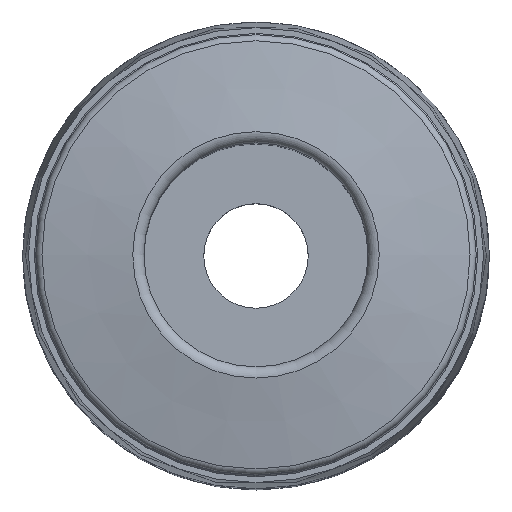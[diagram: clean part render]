
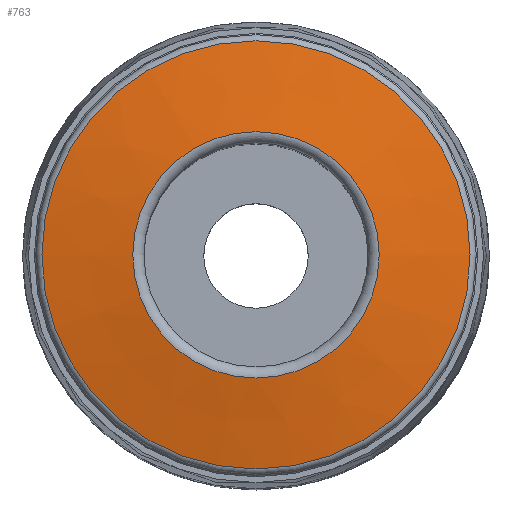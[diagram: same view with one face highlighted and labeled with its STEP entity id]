
A CAD part, top view. The second image highlights one B-rep face of the part: STEP entity #763.
In plain terms, the highlighted conical face has half-angle 80 degrees and reference radius 3.3 mm.
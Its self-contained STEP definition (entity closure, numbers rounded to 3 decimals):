
#74=CIRCLE('',#817,5.735);
#75=CIRCLE('',#818,3.3);
#128=ORIENTED_EDGE('',*,*,#232,.F.);
#129=ORIENTED_EDGE('',*,*,#233,.T.);
#232=EDGE_CURVE('',#282,#282,#74,.T.);
#233=EDGE_CURVE('',#283,#283,#75,.T.);
#282=VERTEX_POINT('',#1115);
#283=VERTEX_POINT('',#1117);
#326=EDGE_LOOP('',(#128));
#327=EDGE_LOOP('',(#129));
#398=FACE_BOUND('',#326,.T.);
#399=FACE_BOUND('',#327,.T.);
#468=CONICAL_SURFACE('',#816,3.3,1.396);
#763=ADVANCED_FACE('',(#398,#399),#468,.T.);
#816=AXIS2_PLACEMENT_3D('',#1113,#914,#915);
#817=AXIS2_PLACEMENT_3D('',#1114,#916,#917);
#818=AXIS2_PLACEMENT_3D('',#1116,#918,#919);
#914=DIRECTION('',(0.,0.,-1.));
#915=DIRECTION('',(-1.,0.,0.));
#916=DIRECTION('',(0.,0.,-1.));
#917=DIRECTION('',(-1.,0.,0.));
#918=DIRECTION('',(0.,0.,-1.));
#919=DIRECTION('',(-1.,0.,0.));
#1113=CARTESIAN_POINT('',(0.,0.,34.4));
#1114=CARTESIAN_POINT('',(0.,0.,33.971));
#1115=CARTESIAN_POINT('',(-5.735,0.,33.971));
#1116=CARTESIAN_POINT('',(0.,0.,34.4));
#1117=CARTESIAN_POINT('',(-3.3,0.,34.4));
